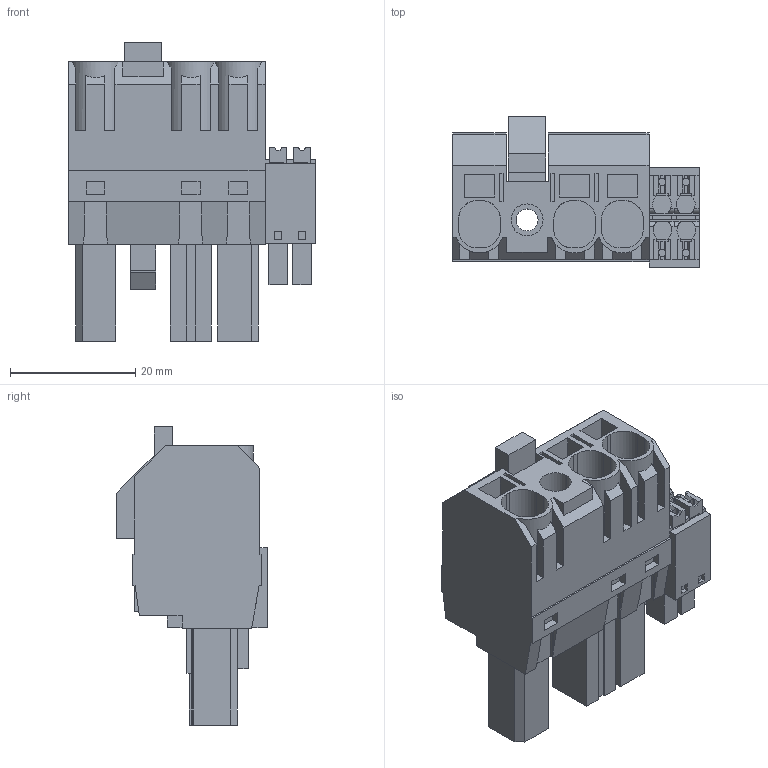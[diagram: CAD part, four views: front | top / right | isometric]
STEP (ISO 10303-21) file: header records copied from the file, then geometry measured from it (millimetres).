
FILE_DESCRIPTION(('CATIA V5 STEP Exchange','CAx-IF Rec.Pracs.--- Model Styling and Organization---1.4--- 2014-01-23'),'2;1');
FILE_NAME ('D1449499_1_1157110000_1157110000.stp','2023-09-07T12:50:11+00:00',('none'),('Weidmueller'),'CATIA Version 5-6 Release 2016 SP3 HF44','CATIA V5 STEP AP214','none');
FILE_SCHEMA(('AUTOMOTIVE_DESIGN { 1 0 10303 214 1 1 1 1 }'));
Length unit declared in the file: millimetre
Products named in the file (1): 1157110000
Bounding box: 39.41 x 24.13 x 47.7 mm (x, y, z)
Volume: 18785.1 mm3; surface area: 10329.6 mm2
Topology: 6 solids, 6 shells, 569 faces, 1570 edges, 1043 vertices
Faces by surface type: plane 514, cylinder 55
Entity records: 17224 total; most frequent: CARTESIAN_POINT 3389, ORIENTED_EDGE 3140, DIRECTION 2331, EDGE_CURVE 1570, VECTOR 1406, LINE 1406, VERTEX_POINT 1043, EDGE_LOOP 609
